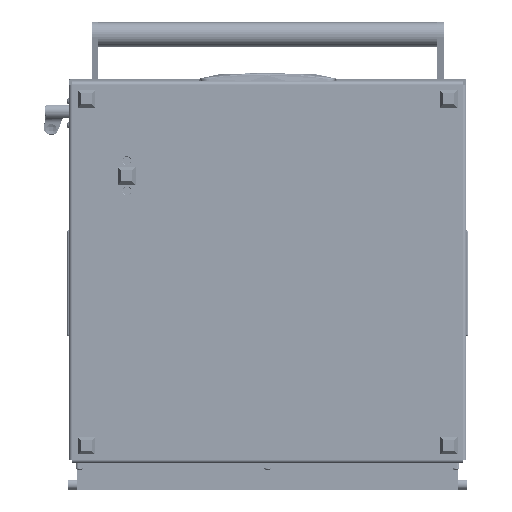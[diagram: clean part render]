
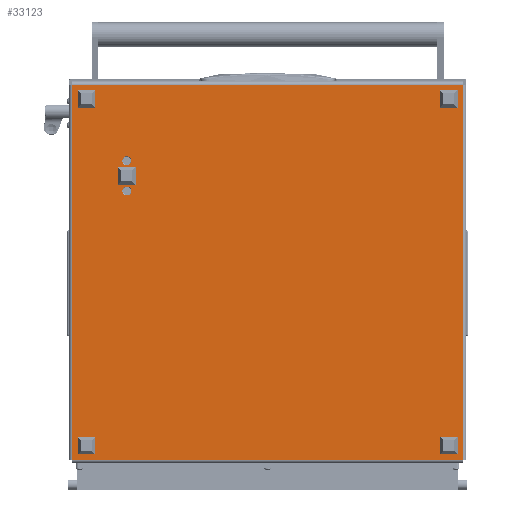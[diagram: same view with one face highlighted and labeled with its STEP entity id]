
A CAD part, front view. The second image highlights one B-rep face of the part: STEP entity #33123.
In plain terms, the highlighted face is planar.
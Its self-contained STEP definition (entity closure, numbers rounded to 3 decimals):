
#351 = CARTESIAN_POINT ( 'NONE',  ( 2., 452., 0. ) ) ;
#1232 = DIRECTION ( 'NONE',  ( -1., 0., 0. ) ) ;
#7273 = CARTESIAN_POINT ( 'NONE',  ( 0., 452., 0. ) ) ;
#7384 = EDGE_CURVE ( 'NONE', #79044, #68347, #14488, .T. ) ;
#8688 = DIRECTION ( 'NONE',  ( 0., 0., -1. ) ) ;
#9211 = EDGE_LOOP ( 'NONE', ( #101816, #100974 ) ) ;
#11128 = ORIENTED_EDGE ( 'NONE', *, *, #114155, .F. ) ;
#11134 = CARTESIAN_POINT ( 'NONE',  ( 436., 452., 0. ) ) ;
#11165 = EDGE_CURVE ( 'NONE', #89938, #122962, #17140, .T. ) ;
#11245 = EDGE_CURVE ( 'NONE', #67633, #101379, #87823, .T. ) ;
#12963 = VERTEX_POINT ( 'NONE', #114713 ) ;
#14488 = LINE ( 'NONE', #35403, #43272 ) ;
#15112 = DIRECTION ( 'NONE',  ( -1., 0., 0. ) ) ;
#15196 = ORIENTED_EDGE ( 'NONE', *, *, #63154, .T. ) ;
#17140 = LINE ( 'NONE', #55924, #22893 ) ;
#18827 = DIRECTION ( 'NONE',  ( -1., 0., 0. ) ) ;
#21436 = ORIENTED_EDGE ( 'NONE', *, *, #113740, .T. ) ;
#22893 = VECTOR ( 'NONE', #85116, 1000. ) ;
#27547 = EDGE_LOOP ( 'NONE', ( #98316, #15196, #117480, #21436 ) ) ;
#29187 = AXIS2_PLACEMENT_3D ( 'NONE', #78953, #67569, #116329 ) ;
#29759 = DIRECTION ( 'NONE',  ( 0., 0., -1. ) ) ;
#32117 = CARTESIAN_POINT ( 'NONE',  ( 125., 389., 0. ) ) ;
#33123 = ADVANCED_FACE ( 'NONE', ( #94242, #103128, #122724 ), #35796, .T. ) ;
#34425 = EDGE_CURVE ( 'NONE', #60422, #12963, #88806, .T. ) ;
#34614 = DIRECTION ( 'NONE',  ( 0., 0., -1. ) ) ;
#35403 = CARTESIAN_POINT ( 'NONE',  ( 0., 452., 0. ) ) ;
#35796 = PLANE ( 'NONE',  #57131 ) ;
#37116 = AXIS2_PLACEMENT_3D ( 'NONE', #117338, #29759, #1232 ) ;
#38273 = CARTESIAN_POINT ( 'NONE',  ( 2., 0., 0. ) ) ;
#40309 = DIRECTION ( 'NONE',  ( 0., -1., 0. ) ) ;
#43272 = VECTOR ( 'NONE', #15112, 1000. ) ;
#46570 = DIRECTION ( 'NONE',  ( 0., 1., 0. ) ) ;
#46596 = DIRECTION ( 'NONE',  ( -1., 0., 0. ) ) ;
#49872 = EDGE_LOOP ( 'NONE', ( #77604, #11128 ) ) ;
#55516 = DIRECTION ( 'NONE',  ( 0., 0., -1. ) ) ;
#55621 = CIRCLE ( 'NONE', #29187, 5.2 ) ;
#55924 = CARTESIAN_POINT ( 'NONE',  ( 436., 0., 0. ) ) ;
#57131 = AXIS2_PLACEMENT_3D ( 'NONE', #7273, #55516, #46596 ) ;
#59453 = AXIS2_PLACEMENT_3D ( 'NONE', #32117, #34614, #120316 ) ;
#60422 = VERTEX_POINT ( 'NONE', #90903 ) ;
#63154 = EDGE_CURVE ( 'NONE', #122962, #68347, #123916, .T. ) ;
#67569 = DIRECTION ( 'NONE',  ( 0., 0., -1. ) ) ;
#67633 = VERTEX_POINT ( 'NONE', #77957 ) ;
#67758 = CARTESIAN_POINT ( 'NONE',  ( 2., 0., 0. ) ) ;
#68347 = VERTEX_POINT ( 'NONE', #351 ) ;
#73757 = VECTOR ( 'NONE', #40309, 1000. ) ;
#77604 = ORIENTED_EDGE ( 'NONE', *, *, #11245, .F. ) ;
#77957 = CARTESIAN_POINT ( 'NONE',  ( 84.8, 389., 0. ) ) ;
#78953 = CARTESIAN_POINT ( 'NONE',  ( 90., 389., 0. ) ) ;
#79044 = VERTEX_POINT ( 'NONE', #101992 ) ;
#80657 = AXIS2_PLACEMENT_3D ( 'NONE', #106433, #8688, #18827 ) ;
#85116 = DIRECTION ( 'NONE',  ( -1., 0., 0. ) ) ;
#87823 = CIRCLE ( 'NONE', #37116, 5.2 ) ;
#88806 = CIRCLE ( 'NONE', #80657, 5.2 ) ;
#89918 = EDGE_CURVE ( 'NONE', #12963, #60422, #102031, .T. ) ;
#89938 = VERTEX_POINT ( 'NONE', #91840 ) ;
#90903 = CARTESIAN_POINT ( 'NONE',  ( 130.2, 389., 0. ) ) ;
#91840 = CARTESIAN_POINT ( 'NONE',  ( 436., 0., 0. ) ) ;
#94242 = FACE_BOUND ( 'NONE', #49872, .T. ) ;
#98316 = ORIENTED_EDGE ( 'NONE', *, *, #11165, .T. ) ;
#99778 = VECTOR ( 'NONE', #46570, 1000. ) ;
#100974 = ORIENTED_EDGE ( 'NONE', *, *, #34425, .F. ) ;
#101379 = VERTEX_POINT ( 'NONE', #112988 ) ;
#101816 = ORIENTED_EDGE ( 'NONE', *, *, #89918, .F. ) ;
#101992 = CARTESIAN_POINT ( 'NONE',  ( 436., 452., 0. ) ) ;
#102031 = CIRCLE ( 'NONE', #59453, 5.2 ) ;
#103128 = FACE_BOUND ( 'NONE', #9211, .T. ) ;
#106433 = CARTESIAN_POINT ( 'NONE',  ( 125., 389., 0. ) ) ;
#112988 = CARTESIAN_POINT ( 'NONE',  ( 95.2, 389., 0. ) ) ;
#113740 = EDGE_CURVE ( 'NONE', #79044, #89938, #115850, .T. ) ;
#114155 = EDGE_CURVE ( 'NONE', #101379, #67633, #55621, .T. ) ;
#114713 = CARTESIAN_POINT ( 'NONE',  ( 119.8, 389., 0. ) ) ;
#115850 = LINE ( 'NONE', #11134, #73757 ) ;
#116329 = DIRECTION ( 'NONE',  ( -1., 0., 0. ) ) ;
#117338 = CARTESIAN_POINT ( 'NONE',  ( 90., 389., 0. ) ) ;
#117480 = ORIENTED_EDGE ( 'NONE', *, *, #7384, .F. ) ;
#120316 = DIRECTION ( 'NONE',  ( -1., 0., 0. ) ) ;
#122724 = FACE_OUTER_BOUND ( 'NONE', #27547, .T. ) ;
#122962 = VERTEX_POINT ( 'NONE', #67758 ) ;
#123916 = LINE ( 'NONE', #38273, #99778 ) ;
